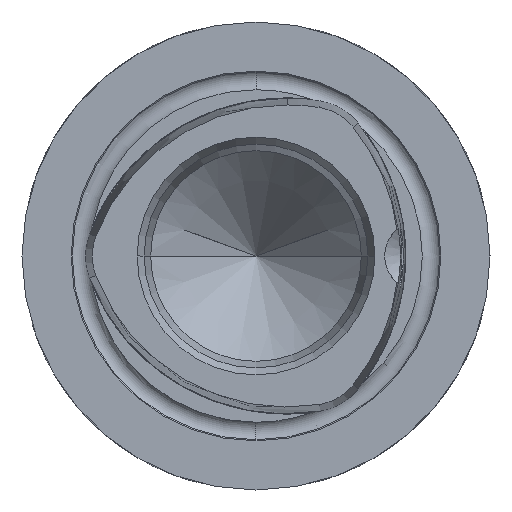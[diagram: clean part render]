
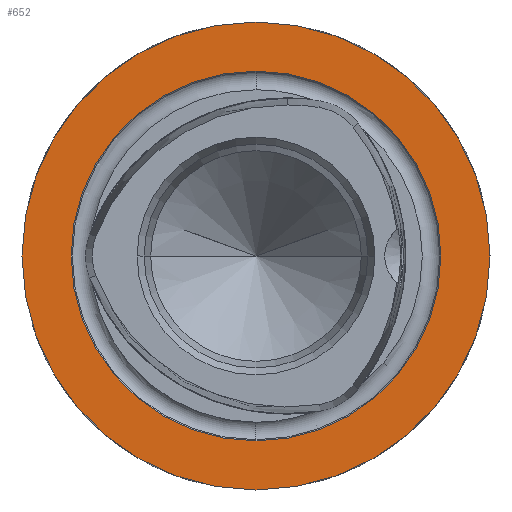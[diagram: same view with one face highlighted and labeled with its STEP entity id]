
A CAD part, left-side view. The second image highlights one B-rep face of the part: STEP entity #652.
In plain terms, the highlighted planar face has unit normal (-1, 0, 0).
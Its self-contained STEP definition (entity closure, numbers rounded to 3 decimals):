
#12 = DIRECTION ( 'NONE',  ( 1., 0., 0. ) ) ;
#59 = DIRECTION ( 'NONE',  ( 0., 0., -1. ) ) ;
#180 = ORIENTED_EDGE ( 'NONE', *, *, #1203, .F. ) ;
#652 = ADVANCED_FACE ( 'NONE', ( #2877, #2802 ), #3011, .F. ) ;
#850 = DIRECTION ( 'NONE',  ( -1., 0., 0. ) ) ;
#1134 = ORIENTED_EDGE ( 'NONE', *, *, #5175, .F. ) ;
#1203 = EDGE_CURVE ( 'NONE', #3159, #1535, #4084, .T. ) ;
#1385 = VERTEX_POINT ( 'NONE', #4663 ) ;
#1414 = EDGE_LOOP ( 'NONE', ( #5443, #180 ) ) ;
#1535 = VERTEX_POINT ( 'NONE', #3196 ) ;
#2277 = CARTESIAN_POINT ( 'NONE',  ( -20., 0., 0. ) ) ;
#2322 = DIRECTION ( 'NONE',  ( 1., 0., 0. ) ) ;
#2330 = DIRECTION ( 'NONE',  ( 0., 0., -1. ) ) ;
#2347 = DIRECTION ( 'NONE',  ( 1., 0., 0. ) ) ;
#2355 = DIRECTION ( 'NONE',  ( 0., 0., -1. ) ) ;
#2361 = CARTESIAN_POINT ( 'NONE',  ( -20., 0., 0. ) ) ;
#2408 = DIRECTION ( 'NONE',  ( -1., 0., 0. ) ) ;
#2802 = FACE_OUTER_BOUND ( 'NONE', #1414, .T. ) ;
#2808 = EDGE_LOOP ( 'NONE', ( #4171, #1134 ) ) ;
#2877 = FACE_BOUND ( 'NONE', #2808, .T. ) ;
#2924 = EDGE_CURVE ( 'NONE', #1535, #3159, #4531, .T. ) ;
#2938 = AXIS2_PLACEMENT_3D ( 'NONE', #4778, #12, #59 ) ;
#3011 = PLANE ( 'NONE',  #2938 ) ;
#3114 = AXIS2_PLACEMENT_3D ( 'NONE', #2277, #2322, #2330 ) ;
#3159 = VERTEX_POINT ( 'NONE', #5904 ) ;
#3196 = CARTESIAN_POINT ( 'NONE',  ( -20., 0., 20. ) ) ;
#3539 = AXIS2_PLACEMENT_3D ( 'NONE', #2361, #2347, #2355 ) ;
#3770 = AXIS2_PLACEMENT_3D ( 'NONE', #5160, #2408, #5604 ) ;
#3914 = CARTESIAN_POINT ( 'NONE',  ( -20., 0., 0. ) ) ;
#4084 = CIRCLE ( 'NONE', #3114, 20. ) ;
#4171 = ORIENTED_EDGE ( 'NONE', *, *, #5350, .F. ) ;
#4363 = DIRECTION ( 'NONE',  ( 0., 0., -1. ) ) ;
#4531 = CIRCLE ( 'NONE', #3539, 20. ) ;
#4580 = CIRCLE ( 'NONE', #3770, 15.8 ) ;
#4648 = AXIS2_PLACEMENT_3D ( 'NONE', #3914, #850, #4363 ) ;
#4663 = CARTESIAN_POINT ( 'NONE',  ( -20., 0., -15.8 ) ) ;
#4778 = CARTESIAN_POINT ( 'NONE',  ( -20., 0., 0. ) ) ;
#4800 = CARTESIAN_POINT ( 'NONE',  ( -20., 0., 15.8 ) ) ;
#5160 = CARTESIAN_POINT ( 'NONE',  ( -20., 0., 0. ) ) ;
#5175 = EDGE_CURVE ( 'NONE', #1385, #5427, #4580, .T. ) ;
#5350 = EDGE_CURVE ( 'NONE', #5427, #1385, #5668, .T. ) ;
#5427 = VERTEX_POINT ( 'NONE', #4800 ) ;
#5443 = ORIENTED_EDGE ( 'NONE', *, *, #2924, .F. ) ;
#5604 = DIRECTION ( 'NONE',  ( 0., 0., -1. ) ) ;
#5668 = CIRCLE ( 'NONE', #4648, 15.8 ) ;
#5904 = CARTESIAN_POINT ( 'NONE',  ( -20., 0., -20. ) ) ;
